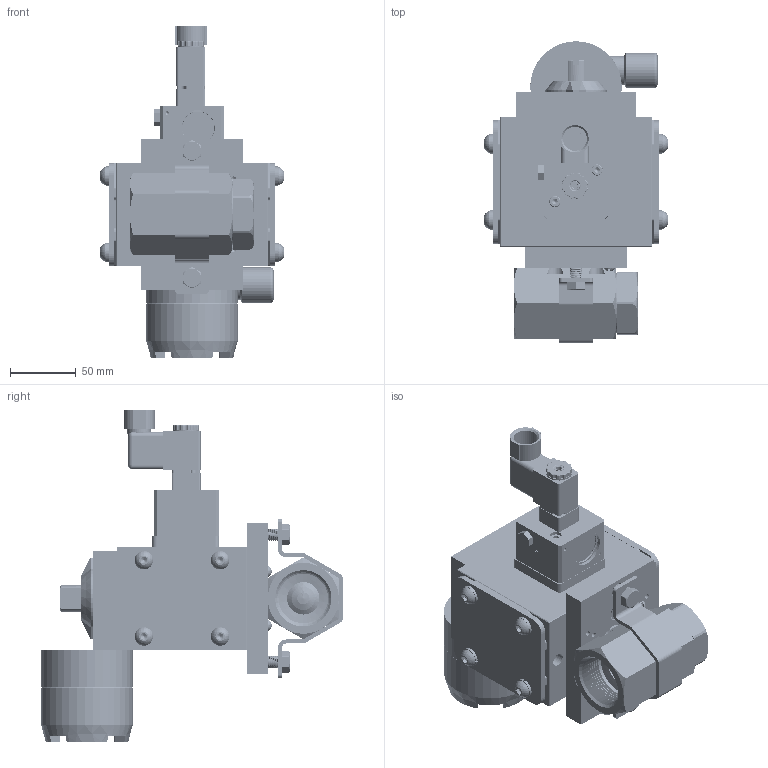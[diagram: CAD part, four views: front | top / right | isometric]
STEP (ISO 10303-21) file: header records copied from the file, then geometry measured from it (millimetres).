
FILE_DESCRIPTION (( 'STEP AP203' ), '1' );
FILE_NAME ('81XXA522DGPDCLS.step', '2018-04-12T11:48:29', ( '' ), ( '' ), 'SwSTEP 2.0', 'SolidWorks 2017', '' );
FILE_SCHEMA (( 'CONFIG_CONTROL_DESIGN' ));
Length unit declared in the file: inch
Products named in the file (1): 81XXA522DGPDCLS
Bounding box: 139.51 x 229.04 x 252.17 mm (x, y, z)
Volume: 1247067.3 mm3; surface area: 406549.4 mm2
Topology: 64 solids, 64 shells, 3653 faces, 9022 edges, 5525 vertices
Faces by surface type: cylinder 1384, plane 1006, cone 959, bspline 149, torus 129, sphere 26
Entity records: 165795 total; most frequent: CARTESIAN_POINT 80354, DIRECTION 18145, ORIENTED_EDGE 17764, EDGE_CURVE 8882, AXIS2_PLACEMENT_3D 7025, VERTEX_POINT 5521, LINE 4095, VECTOR 4095
